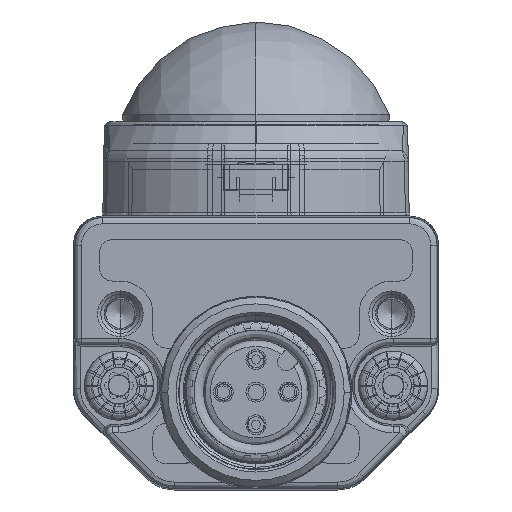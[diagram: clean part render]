
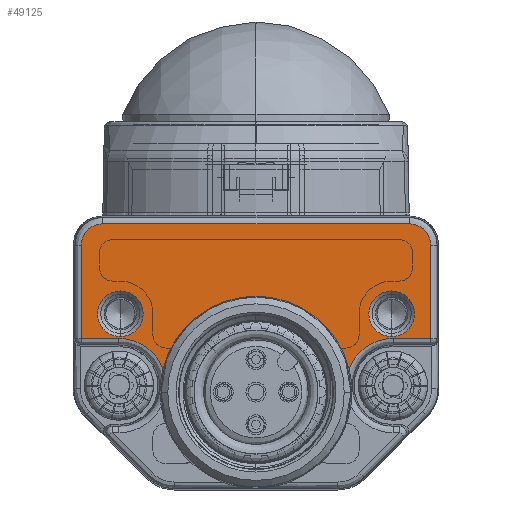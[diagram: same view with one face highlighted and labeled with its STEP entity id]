
A CAD part, left-side view. The second image highlights one B-rep face of the part: STEP entity #49125.
In plain terms, the highlighted face is planar.
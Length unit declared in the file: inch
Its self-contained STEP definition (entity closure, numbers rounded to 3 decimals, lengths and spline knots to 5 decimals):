
#44084=CARTESIAN_POINT('',(13.,13.5,10.3923));
#44085=DIRECTION('',(-1.,0.,0.));
#44086=DIRECTION('',(0.,1.,0.));
#44087=AXIS2_PLACEMENT_3D('',#44084,#44085,#44086);
#44089=CARTESIAN_POINT('',(13.,13.5,10.3923));
#44090=DIRECTION('',(-1.,0.,0.));
#44091=DIRECTION('',(0.,-1.,0.));
#44092=AXIS2_PLACEMENT_3D('',#44089,#44090,#44091);
#44094=CARTESIAN_POINT('',(13.,13.5,-10.3923));
#44095=DIRECTION('',(-1.,0.,0.));
#44096=DIRECTION('',(0.,-1.,0.));
#44097=AXIS2_PLACEMENT_3D('',#44094,#44095,#44096);
#44099=CARTESIAN_POINT('',(13.,13.5,-10.3923));
#44100=DIRECTION('',(-1.,0.,0.));
#44101=DIRECTION('',(0.,1.,0.));
#44102=AXIS2_PLACEMENT_3D('',#44099,#44100,#44101);
#44104=CARTESIAN_POINT('',(13.,8.,-10.5));
#44105=DIRECTION('',(-1.,0.,0.));
#44106=DIRECTION('',(0.,0.359,0.933));
#44107=AXIS2_PLACEMENT_3D('',#44104,#44105,#44106);
#44109=CARTESIAN_POINT('',(13.,7.5,0.));
#44110=DIRECTION('',(1.,0.,0.));
#44111=DIRECTION('',(0.,0.244,-0.97));
#44112=AXIS2_PLACEMENT_3D('',#44109,#44110,#44111);
#44114=CARTESIAN_POINT('',(13.,8.,10.5));
#44115=DIRECTION('',(-1.,0.,0.));
#44116=DIRECTION('',(0.,1.,0.));
#44117=AXIS2_PLACEMENT_3D('',#44114,#44115,#44116);
#44119=DIRECTION('',(0.,0.,-1.));
#44120=VECTOR('',#44119,2.8909);
#44121=CARTESIAN_POINT('',(13.,11.61353,13.3909));
#44122=LINE('',#44121,#44120);
#44123=DIRECTION('',(0.,-1.,0.));
#44124=VECTOR('',#44123,7.13647);
#44125=CARTESIAN_POINT('',(13.,18.75,13.3909));
#44126=LINE('',#44125,#44124);
#44127=CARTESIAN_POINT('',(13.,18.75,11.75));
#44128=DIRECTION('',(1.,0.,0.));
#44129=DIRECTION('',(0.,1.,0.));
#44130=AXIS2_PLACEMENT_3D('',#44127,#44128,#44129);
#44132=DIRECTION('',(0.,0.,1.));
#44133=VECTOR('',#44132,23.5);
#44134=CARTESIAN_POINT('',(13.,20.3909,-11.75));
#44135=LINE('',#44134,#44133);
#44136=CARTESIAN_POINT('',(13.,18.75,-11.75));
#44137=DIRECTION('',(1.,0.,0.));
#44138=DIRECTION('',(0.,0.,-1.));
#44139=AXIS2_PLACEMENT_3D('',#44136,#44137,#44138);
#44141=DIRECTION('',(0.,1.,0.));
#44142=VECTOR('',#44141,7.13647);
#44143=CARTESIAN_POINT('',(13.,11.61353,-13.3909));
#44144=LINE('',#44143,#44142);
#44145=DIRECTION('',(0.,0.,-1.));
#44146=VECTOR('',#44145,2.8909);
#44147=CARTESIAN_POINT('',(13.,11.61353,-10.5));
#44148=LINE('',#44147,#44146);
#44325=CARTESIAN_POINT('',(13.,9.29654,-7.1271));
#44393=CARTESIAN_POINT('',(13.,9.29654,7.12711));
#48403=VERTEX_POINT('',#44325);
#48404=VERTEX_POINT('',#44393);
#48469=CARTESIAN_POINT('',(13.,20.3909,11.75));
#48470=CARTESIAN_POINT('',(13.,18.75,13.3909));
#48471=VERTEX_POINT('',#48469);
#48472=VERTEX_POINT('',#48470);
#48477=CARTESIAN_POINT('',(13.,20.3909,-11.75));
#48478=VERTEX_POINT('',#48477);
#48481=CARTESIAN_POINT('',(13.,18.75,-13.3909));
#48482=VERTEX_POINT('',#48481);
#48509=CARTESIAN_POINT('',(13.,15.25,10.3923));
#48510=CARTESIAN_POINT('',(13.,11.75,10.3923));
#48511=VERTEX_POINT('',#48509);
#48512=VERTEX_POINT('',#48510);
#48513=CARTESIAN_POINT('',(13.,11.75,-10.3923));
#48514=CARTESIAN_POINT('',(13.,15.25,-10.3923));
#48515=VERTEX_POINT('',#48513);
#48516=VERTEX_POINT('',#48514);
#48517=CARTESIAN_POINT('',(13.,11.61353,-10.5));
#48518=VERTEX_POINT('',#48517);
#48519=CARTESIAN_POINT('',(13.,11.61353,-13.3909));
#48520=VERTEX_POINT('',#48519);
#48555=CARTESIAN_POINT('',(13.,11.61353,10.5));
#48556=VERTEX_POINT('',#48555);
#48557=CARTESIAN_POINT('',(13.,11.61353,13.3909));
#48558=VERTEX_POINT('',#48557);
#49086=CARTESIAN_POINT('',(13.,0.,0.));
#49087=DIRECTION('',(1.,0.,0.));
#49088=DIRECTION('',(0.,0.,-1.));
#49089=AXIS2_PLACEMENT_3D('',#49086,#49087,#49088);
#49090=PLANE('',#49089);
#49092=ORIENTED_EDGE('',*,*,#49091,.F.);
#49094=ORIENTED_EDGE('',*,*,#49093,.T.);
#49096=ORIENTED_EDGE('',*,*,#49095,.F.);
#49098=ORIENTED_EDGE('',*,*,#49097,.F.);
#49100=ORIENTED_EDGE('',*,*,#49099,.F.);
#49102=ORIENTED_EDGE('',*,*,#49101,.F.);
#49104=ORIENTED_EDGE('',*,*,#49103,.F.);
#49106=ORIENTED_EDGE('',*,*,#49105,.F.);
#49108=ORIENTED_EDGE('',*,*,#49107,.F.);
#49110=ORIENTED_EDGE('',*,*,#49109,.F.);
#49111=EDGE_LOOP('',(#49092,#49094,#49096,#49098,#49100,#49102,#49104,#49106,
#49108,#49110));
#49112=FACE_OUTER_BOUND('',#49111,.F.);
#49114=ORIENTED_EDGE('',*,*,#49113,.F.);
#49116=ORIENTED_EDGE('',*,*,#49115,.F.);
#49117=EDGE_LOOP('',(#49114,#49116));
#49118=FACE_BOUND('',#49117,.F.);
#49120=ORIENTED_EDGE('',*,*,#49119,.F.);
#49122=ORIENTED_EDGE('',*,*,#49121,.F.);
#49123=EDGE_LOOP('',(#49120,#49122));
#49124=FACE_BOUND('',#49123,.F.);
#49125=ADVANCED_FACE('',(#49112,#49118,#49124),#49090,.T.);
#44088=CIRCLE('',#44087,1.75);
#44093=CIRCLE('',#44092,1.75);
#44098=CIRCLE('',#44097,1.75);
#44103=CIRCLE('',#44102,1.75);
#44108=CIRCLE('',#44107,3.61353);
#44113=CIRCLE('',#44112,7.35);
#44118=CIRCLE('',#44117,3.61353);
#44131=CIRCLE('',#44130,1.6409);
#44140=CIRCLE('',#44139,1.6409);
#49091=EDGE_CURVE('',#48403,#48518,#44108,.T.);
#49093=EDGE_CURVE('',#48403,#48404,#44113,.T.);
#49095=EDGE_CURVE('',#48556,#48404,#44118,.T.);
#49097=EDGE_CURVE('',#48558,#48556,#44122,.T.);
#49099=EDGE_CURVE('',#48472,#48558,#44126,.T.);
#49101=EDGE_CURVE('',#48471,#48472,#44131,.T.);
#49103=EDGE_CURVE('',#48478,#48471,#44135,.T.);
#49105=EDGE_CURVE('',#48482,#48478,#44140,.T.);
#49107=EDGE_CURVE('',#48520,#48482,#44144,.T.);
#49109=EDGE_CURVE('',#48518,#48520,#44148,.T.);
#49113=EDGE_CURVE('',#48511,#48512,#44088,.T.);
#49115=EDGE_CURVE('',#48512,#48511,#44093,.T.);
#49119=EDGE_CURVE('',#48515,#48516,#44098,.T.);
#49121=EDGE_CURVE('',#48516,#48515,#44103,.T.);
